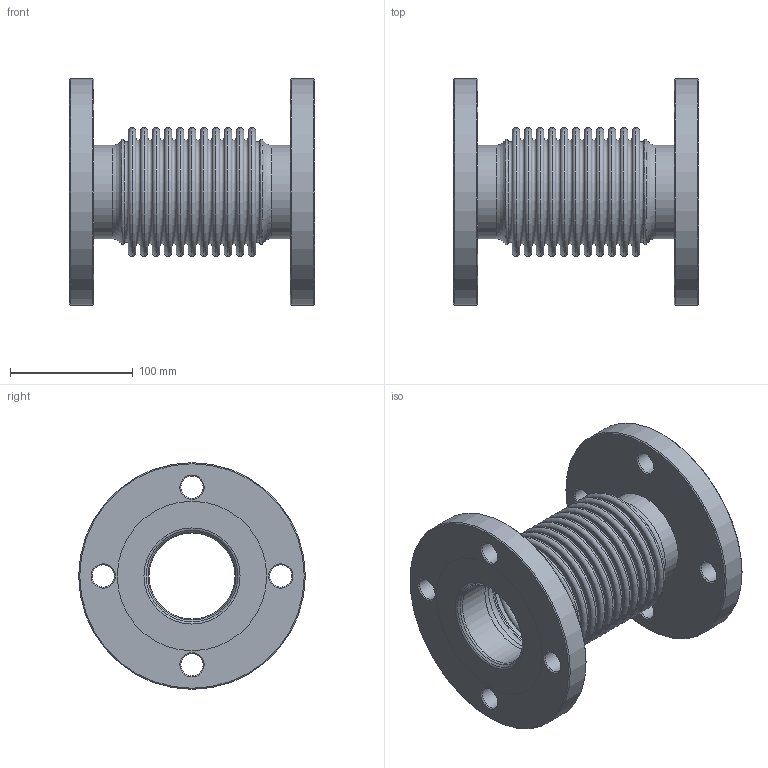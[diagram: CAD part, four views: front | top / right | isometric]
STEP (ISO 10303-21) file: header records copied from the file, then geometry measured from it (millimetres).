
FILE_DESCRIPTION(('HOOPS Exchange Step'),'2;1');
FILE_NAME('KP0501_DN65.stp','2025-11-03T14:17:59+01:00',('nieru'),('Unknown organisation'),'HOOPS Exchange 2024.2','HOOPS Exchange','Unknown authorisation');
FILE_SCHEMA( ('AP203_CONFIGURATION_CONTROLLED_3D_DESIGN_OF_MECHANICAL_PARTS_AND_ASSEMBLIES_MIM_LF') );
Length unit declared in the file: millimetre
Products named in the file (2): 0; root
Assembly tree (1 placements, depth 2):
  root
    0
Bounding box: 200 x 185 x 185 mm (x, y, z)
Volume: 1076676.1 mm3; surface area: 321079.1 mm2
Topology: 1 solids, 1 shells, 172 faces, 336 edges, 216 vertices
Faces by surface type: torus 80, plane 52, cone 22, cylinder 16, bspline 2
Full cylindrical faces by diameter (mm): 18 x8, 70.3 x2, 72.1 x2, 76.1 x2, 185 x2
Entity records: 6212 total; most frequent: CARTESIAN_POINT 2323, DIRECTION 968, ORIENTED_EDGE 672, AXIS2_PLACEMENT_3D 465, EDGE_CURVE 336, CIRCLE 292, EDGE_LOOP 240, FACE_BOUND 240
